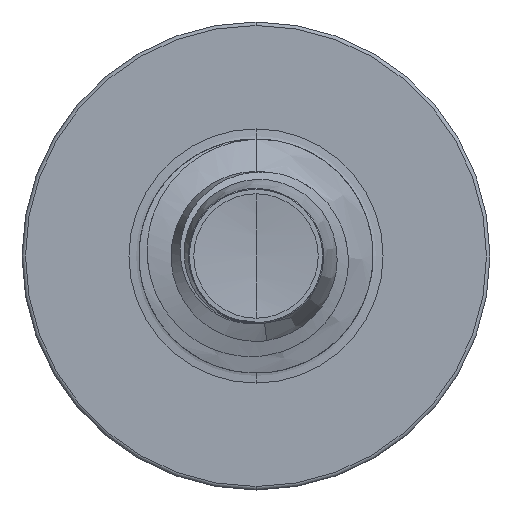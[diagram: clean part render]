
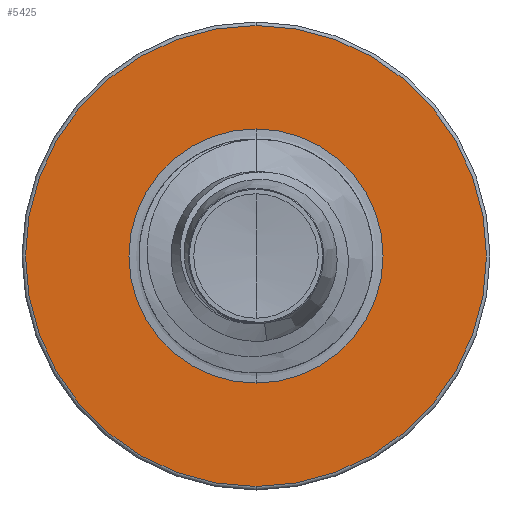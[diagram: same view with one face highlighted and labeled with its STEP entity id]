
A CAD part, front view. The second image highlights one B-rep face of the part: STEP entity #5425.
In plain terms, the highlighted planar face has unit normal (0, -1, 0).
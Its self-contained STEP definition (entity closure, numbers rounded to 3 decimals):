
#812 = CIRCLE ( 'NONE', #5465, 1.086 ) ;
#3842 = FACE_BOUND ( 'NONE', #4496, .T. ) ;
#3939 = EDGE_CURVE ( 'NONE', #10849, #8912, #17574, .T. ) ;
#4068 = CARTESIAN_POINT ( 'NONE',  ( 0., 7., -1.97 ) ) ;
#4394 = DIRECTION ( 'NONE',  ( 0., 0., 1. ) ) ;
#4398 = DIRECTION ( 'NONE',  ( 0., 1., 0. ) ) ;
#4424 = CARTESIAN_POINT ( 'NONE',  ( 0., 7., 0. ) ) ;
#4496 = EDGE_LOOP ( 'NONE', ( #15590, #11947 ) ) ;
#4568 = VERTEX_POINT ( 'NONE', #16377 ) ;
#5012 = EDGE_CURVE ( 'NONE', #4568, #14074, #15710, .T. ) ;
#5425 = ADVANCED_FACE ( 'NONE', ( #7912, #3842 ), #11624, .F. ) ;
#5465 = AXIS2_PLACEMENT_3D ( 'NONE', #6991, #6916, #6889 ) ;
#6889 = DIRECTION ( 'NONE',  ( 0., 0., 1. ) ) ;
#6916 = DIRECTION ( 'NONE',  ( 0., 1., 0. ) ) ;
#6991 = CARTESIAN_POINT ( 'NONE',  ( 0., 7., 0. ) ) ;
#7525 = AXIS2_PLACEMENT_3D ( 'NONE', #4424, #4398, #4394 ) ;
#7823 = AXIS2_PLACEMENT_3D ( 'NONE', #11480, #11464, #11442 ) ;
#7912 = FACE_OUTER_BOUND ( 'NONE', #15611, .T. ) ;
#8591 = CIRCLE ( 'NONE', #12651, 1.97 ) ;
#8912 = VERTEX_POINT ( 'NONE', #12168 ) ;
#10849 = VERTEX_POINT ( 'NONE', #4068 ) ;
#11442 = DIRECTION ( 'NONE',  ( 0., 0., 1. ) ) ;
#11464 = DIRECTION ( 'NONE',  ( 0., 1., 0. ) ) ;
#11480 = CARTESIAN_POINT ( 'NONE',  ( 0., 7., -1.086 ) ) ;
#11624 = PLANE ( 'NONE',  #7823 ) ;
#11808 = EDGE_CURVE ( 'NONE', #8912, #10849, #8591, .T. ) ;
#11947 = ORIENTED_EDGE ( 'NONE', *, *, #13626, .T. ) ;
#11951 = DIRECTION ( 'NONE',  ( 0., 1., 0. ) ) ;
#12168 = CARTESIAN_POINT ( 'NONE',  ( 0., 7., 1.97 ) ) ;
#12651 = AXIS2_PLACEMENT_3D ( 'NONE', #17608, #11951, #17618 ) ;
#12963 = AXIS2_PLACEMENT_3D ( 'NONE', #16766, #16719, #16717 ) ;
#13626 = EDGE_CURVE ( 'NONE', #14074, #4568, #812, .T. ) ;
#13997 = CARTESIAN_POINT ( 'NONE',  ( 0., 7., -1.086 ) ) ;
#14074 = VERTEX_POINT ( 'NONE', #13997 ) ;
#15444 = ORIENTED_EDGE ( 'NONE', *, *, #11808, .F. ) ;
#15530 = ORIENTED_EDGE ( 'NONE', *, *, #3939, .F. ) ;
#15590 = ORIENTED_EDGE ( 'NONE', *, *, #5012, .T. ) ;
#15611 = EDGE_LOOP ( 'NONE', ( #15444, #15530 ) ) ;
#15710 = CIRCLE ( 'NONE', #12963, 1.086 ) ;
#16377 = CARTESIAN_POINT ( 'NONE',  ( 0., 7., 1.086 ) ) ;
#16717 = DIRECTION ( 'NONE',  ( 0., 0., 1. ) ) ;
#16719 = DIRECTION ( 'NONE',  ( 0., 1., 0. ) ) ;
#16766 = CARTESIAN_POINT ( 'NONE',  ( 0., 7., 0. ) ) ;
#17574 = CIRCLE ( 'NONE', #7525, 1.97 ) ;
#17608 = CARTESIAN_POINT ( 'NONE',  ( 0., 7., 0. ) ) ;
#17618 = DIRECTION ( 'NONE',  ( 0., 0., 1. ) ) ;
